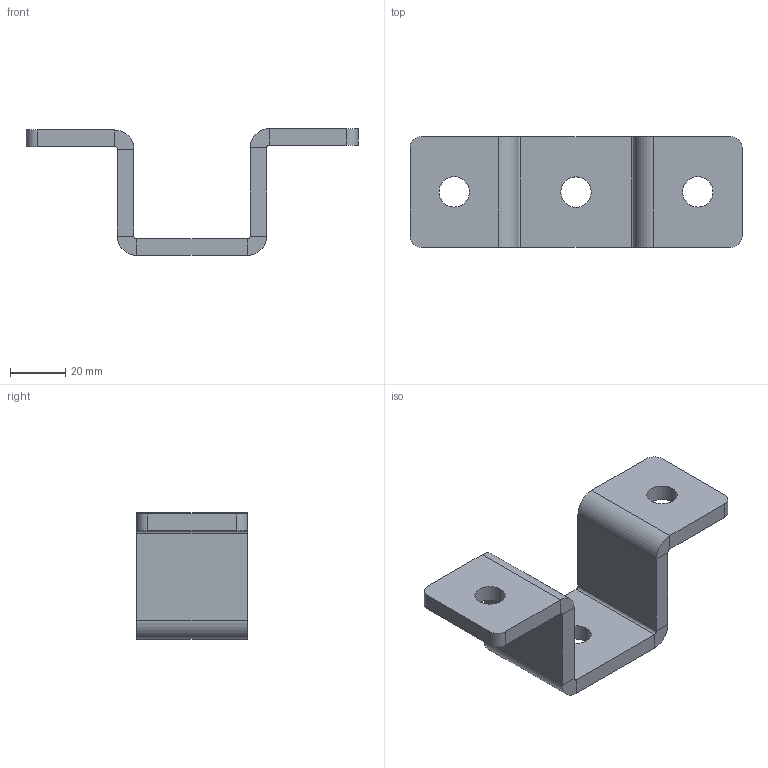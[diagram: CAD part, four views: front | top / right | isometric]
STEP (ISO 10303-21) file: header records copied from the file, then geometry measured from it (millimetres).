
FILE_DESCRIPTION((''),'2;1');
FILE_NAME('LCO6','2019-10-29T15:35:50',('tomasz.grudniewski'),(''),'CREO PARAMETRIC BY PTC INC, 2019080','CREO PARAMETRIC BY PTC INC, 2019080','');
FILE_SCHEMA(('CONFIG_CONTROL_DESIGN'));
Length unit declared in the file: millimetre
Products named in the file (1): LCO6
Bounding box: 120 x 40 x 45.86 mm (x, y, z)
Volume: 44370.9 mm3; surface area: 18159.3 mm2
Topology: 1 solids, 1 shells, 48 faces, 106 edges, 60 vertices
Faces by surface type: plane 30, cylinder 18
Entity records: 1340 total; most frequent: DIRECTION 238, CARTESIAN_POINT 214, ORIENTED_EDGE 212, EDGE_CURVE 106, AXIS2_PLACEMENT_3D 84, VECTOR 70, LINE 70, VERTEX_POINT 60
